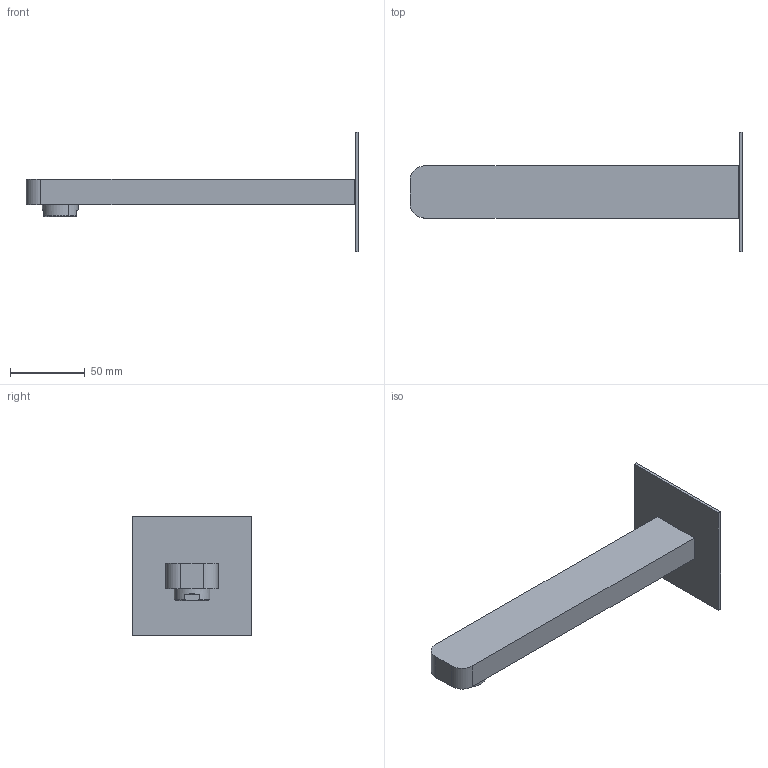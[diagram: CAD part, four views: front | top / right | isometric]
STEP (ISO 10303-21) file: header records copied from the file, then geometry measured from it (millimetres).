
FILE_DESCRIPTION(('CATIA V5 STEP Exchange','CAx-IF Rec.Pracs.--- Model Styling and Organization---1.5--- 2016-08-15','CAx-IF Rec.Pracs.---Supplemental Geometry---1.0---2011-11-01','CAx-IF Rec.Pracs.--- Composite Materials ---3.4---2017-06-13','CAx-IF Rec.Pracs.---Tessellated 3D Geometry---1.0---2015-12-17'),'2;1');
FILE_NAME('ZB0G5120xx.stp','2024-06-06T13:55:53+00:00',('none'),('none'),'CATIA Version 5-6 Release 2020 SP2','CATIA V5 STEP AP242 v2','none');
FILE_SCHEMA(('AP242_MANAGED_MODEL_BASED_3D_ENGINEERING_MIM_LF {1 0 10303 442 1 1 4}'));
Length unit declared in the file: millimetre
Products named in the file (1): ZB0G5120xx
Bounding box: 222.5 x 80 x 80 mm (x, y, z)
Volume: 15665.5 mm3; surface area: 40586.1 mm2
Topology: 2 solids, 43 shells, 97 faces, 371 edges, 311 vertices
Faces by surface type: plane 52, cylinder 27, cone 14, torus 2, sphere 2
Entity records: 4067 total; most frequent: CARTESIAN_POINT 962, ORIENTED_EDGE 538, DIRECTION 511, EDGE_CURVE 369, VERTEX_POINT 311, AXIS2_PLACEMENT_3D 233, VECTOR 194, LINE 194
